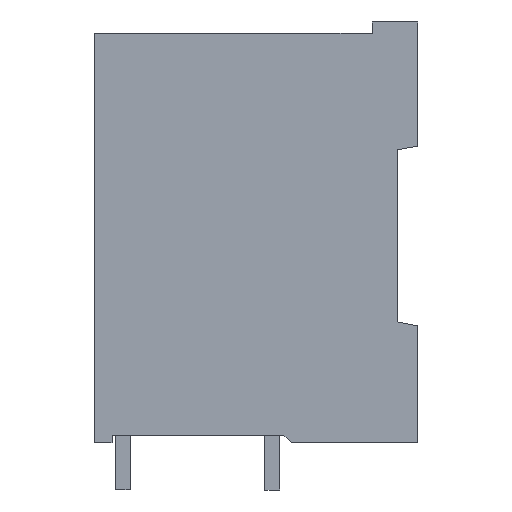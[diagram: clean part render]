
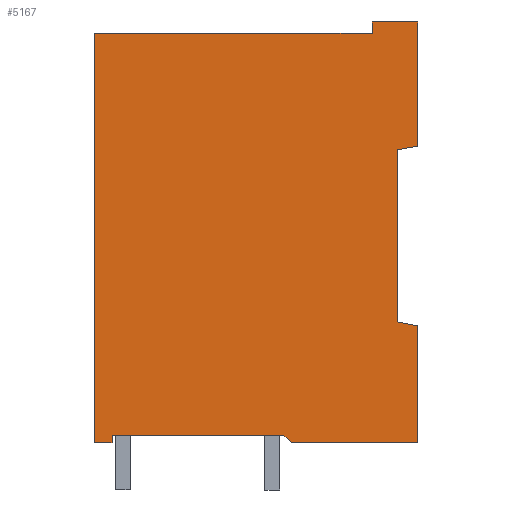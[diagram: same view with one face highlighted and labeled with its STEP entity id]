
A CAD part, left-side view. The second image highlights one B-rep face of the part: STEP entity #5167.
In plain terms, the highlighted planar face has unit normal (-1, 0, 0).
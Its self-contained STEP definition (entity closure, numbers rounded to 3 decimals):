
#5087=AXIS2_PLACEMENT_3D('Plane Axis2P3D',#5084,#5085,#5086) ;
#1987=CARTESIAN_POINT('Line Origine',(0.,0.7,23.277)) ;
#1991=CARTESIAN_POINT('Vertex',(0.,1.4,23.153)) ;
#1993=CARTESIAN_POINT('Vertex',(0.,0.,23.4)) ;
#3027=CARTESIAN_POINT('Line Origine',(0.,21.4,3.2)) ;
#3031=CARTESIAN_POINT('Vertex',(0.,22.,3.2)) ;
#3033=CARTESIAN_POINT('Vertex',(0.,20.8,3.2)) ;
#3078=CARTESIAN_POINT('Vertex',(0.,20.8,3.7)) ;
#3081=CARTESIAN_POINT('Line Origine',(0.,20.8,3.45)) ;
#3093=CARTESIAN_POINT('Line Origine',(0.,4.3,3.2)) ;
#3097=CARTESIAN_POINT('Vertex',(0.,8.6,3.2)) ;
#3099=CARTESIAN_POINT('Vertex',(0.,0.,3.2)) ;
#5084=CARTESIAN_POINT('Axis2P3D Location',(0.,22.,0.)) ;
#5089=CARTESIAN_POINT('Line Origine',(0.,11.,3.7)) ;
#5093=CARTESIAN_POINT('Vertex',(0.,9.1,3.7)) ;
#5097=CARTESIAN_POINT('Control Point',(0.,9.1,3.7)) ;
#5098=CARTESIAN_POINT('Control Point',(0.,8.6,3.2)) ;
#5100=CARTESIAN_POINT('Line Origine',(0.,0.,17.525)) ;
#5104=CARTESIAN_POINT('Vertex',(0.,0.,11.17)) ;
#5108=CARTESIAN_POINT('Control Point',(0.,0.,11.17)) ;
#5109=CARTESIAN_POINT('Control Point',(0.,1.4,11.439)) ;
#5110=CARTESIAN_POINT('Vertex',(0.,1.4,11.439)) ;
#5113=CARTESIAN_POINT('Line Origine',(0.,1.4,17.525)) ;
#5118=CARTESIAN_POINT('Line Origine',(0.,0.,17.525)) ;
#5122=CARTESIAN_POINT('Vertex',(0.,0.,31.85)) ;
#5125=CARTESIAN_POINT('Line Origine',(0.,11.,31.85)) ;
#5129=CARTESIAN_POINT('Vertex',(0.,3.1,31.85)) ;
#5132=CARTESIAN_POINT('Line Origine',(0.,3.1,17.525)) ;
#5136=CARTESIAN_POINT('Vertex',(0.,3.1,31.08)) ;
#5139=CARTESIAN_POINT('Line Origine',(0.,11.,31.08)) ;
#5143=CARTESIAN_POINT('Vertex',(0.,22.,31.08)) ;
#5146=CARTESIAN_POINT('Line Origine',(0.,22.,17.525)) ;
#1988=DIRECTION('Vector Direction',(0.,-0.985,0.174)) ;
#3028=DIRECTION('Vector Direction',(0.,-1.,0.)) ;
#3082=DIRECTION('Vector Direction',(0.,0.,-1.)) ;
#3094=DIRECTION('Vector Direction',(0.,-1.,0.)) ;
#5085=DIRECTION('Axis2P3D Direction',(-1.,0.,0.)) ;
#5086=DIRECTION('Axis2P3D XDirection',(0.,-1.,0.)) ;
#5090=DIRECTION('Vector Direction',(0.,-1.,0.)) ;
#5101=DIRECTION('Vector Direction',(0.,0.,1.)) ;
#5114=DIRECTION('Vector Direction',(0.,0.,1.)) ;
#5119=DIRECTION('Vector Direction',(0.,0.,1.)) ;
#5126=DIRECTION('Vector Direction',(0.,-1.,0.)) ;
#5133=DIRECTION('Vector Direction',(0.,0.,1.)) ;
#5140=DIRECTION('Vector Direction',(0.,-1.,0.)) ;
#5147=DIRECTION('Vector Direction',(0.,0.,1.)) ;
#1989=VECTOR('Line Direction',#1988,1.) ;
#3029=VECTOR('Line Direction',#3028,1.) ;
#3083=VECTOR('Line Direction',#3082,1.) ;
#3095=VECTOR('Line Direction',#3094,1.) ;
#5091=VECTOR('Line Direction',#5090,1.) ;
#5102=VECTOR('Line Direction',#5101,1.) ;
#5115=VECTOR('Line Direction',#5114,1.) ;
#5120=VECTOR('Line Direction',#5119,1.) ;
#5127=VECTOR('Line Direction',#5126,1.) ;
#5134=VECTOR('Line Direction',#5133,1.) ;
#5141=VECTOR('Line Direction',#5140,1.) ;
#5148=VECTOR('Line Direction',#5147,1.) ;
#5152=ORIENTED_EDGE('',*,*,#3035,.T.) ;
#5153=ORIENTED_EDGE('',*,*,#3085,.F.) ;
#5154=ORIENTED_EDGE('',*,*,#5095,.T.) ;
#5155=ORIENTED_EDGE('',*,*,#5099,.T.) ;
#5156=ORIENTED_EDGE('',*,*,#3101,.T.) ;
#5157=ORIENTED_EDGE('',*,*,#5106,.T.) ;
#5158=ORIENTED_EDGE('',*,*,#5112,.T.) ;
#5159=ORIENTED_EDGE('',*,*,#5117,.T.) ;
#5160=ORIENTED_EDGE('',*,*,#1995,.T.) ;
#5161=ORIENTED_EDGE('',*,*,#5124,.T.) ;
#5162=ORIENTED_EDGE('',*,*,#5131,.T.) ;
#5163=ORIENTED_EDGE('',*,*,#5138,.T.) ;
#5164=ORIENTED_EDGE('',*,*,#5145,.T.) ;
#5165=ORIENTED_EDGE('',*,*,#5150,.T.) ;
#5167=ADVANCED_FACE('Model',(#5166),#5088,.T.) ;
#5096=B_SPLINE_CURVE_WITH_KNOTS('',1,(#5097,#5098),.UNSPECIFIED.,.F.,.U.,(2,2),(-0.354,0.354),.UNSPECIFIED.) ;
#5107=B_SPLINE_CURVE_WITH_KNOTS('',1,(#5108,#5109),.UNSPECIFIED.,.F.,.U.,(2,2),(-0.713,0.713),.UNSPECIFIED.) ;
#1995=EDGE_CURVE('',#1992,#1994,#1990,.T.) ;
#3035=EDGE_CURVE('',#3032,#3034,#3030,.T.) ;
#3085=EDGE_CURVE('',#3079,#3034,#3084,.T.) ;
#3101=EDGE_CURVE('',#3098,#3100,#3096,.T.) ;
#5095=EDGE_CURVE('',#3079,#5094,#5092,.T.) ;
#5099=EDGE_CURVE('',#5094,#3098,#5096,.T.) ;
#5106=EDGE_CURVE('',#3100,#5105,#5103,.T.) ;
#5112=EDGE_CURVE('',#5105,#5111,#5107,.T.) ;
#5117=EDGE_CURVE('',#5111,#1992,#5116,.T.) ;
#5124=EDGE_CURVE('',#1994,#5123,#5121,.T.) ;
#5131=EDGE_CURVE('',#5123,#5130,#5128,.F.) ;
#5138=EDGE_CURVE('',#5130,#5137,#5135,.F.) ;
#5145=EDGE_CURVE('',#5137,#5144,#5142,.F.) ;
#5150=EDGE_CURVE('',#5144,#3032,#5149,.F.) ;
#5151=EDGE_LOOP('',(#5152,#5153,#5154,#5155,#5156,#5157,#5158,#5159,#5160,#5161,#5162,#5163,#5164,#5165)) ;
#5166=FACE_OUTER_BOUND('',#5151,.T.) ;
#1990=LINE('Line',#1987,#1989) ;
#3030=LINE('Line',#3027,#3029) ;
#3084=LINE('Line',#3081,#3083) ;
#3096=LINE('Line',#3093,#3095) ;
#5092=LINE('Line',#5089,#5091) ;
#5103=LINE('Line',#5100,#5102) ;
#5116=LINE('Line',#5113,#5115) ;
#5121=LINE('Line',#5118,#5120) ;
#5128=LINE('Line',#5125,#5127) ;
#5135=LINE('Line',#5132,#5134) ;
#5142=LINE('Line',#5139,#5141) ;
#5149=LINE('Line',#5146,#5148) ;
#5088=PLANE('',#5087) ;
#1992=VERTEX_POINT('',#1991) ;
#1994=VERTEX_POINT('',#1993) ;
#3032=VERTEX_POINT('',#3031) ;
#3034=VERTEX_POINT('',#3033) ;
#3079=VERTEX_POINT('',#3078) ;
#3098=VERTEX_POINT('',#3097) ;
#3100=VERTEX_POINT('',#3099) ;
#5094=VERTEX_POINT('',#5093) ;
#5105=VERTEX_POINT('',#5104) ;
#5111=VERTEX_POINT('',#5110) ;
#5123=VERTEX_POINT('',#5122) ;
#5130=VERTEX_POINT('',#5129) ;
#5137=VERTEX_POINT('',#5136) ;
#5144=VERTEX_POINT('',#5143) ;
